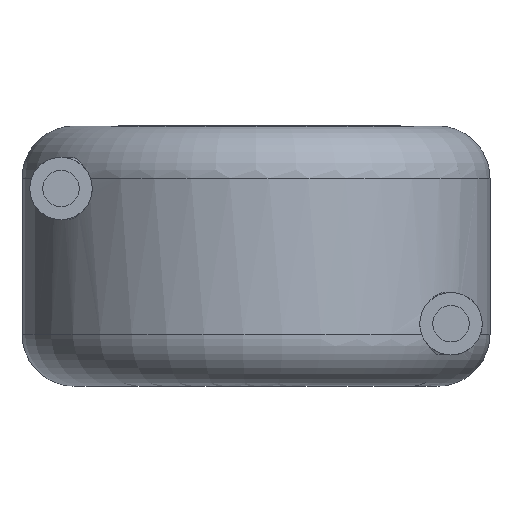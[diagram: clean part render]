
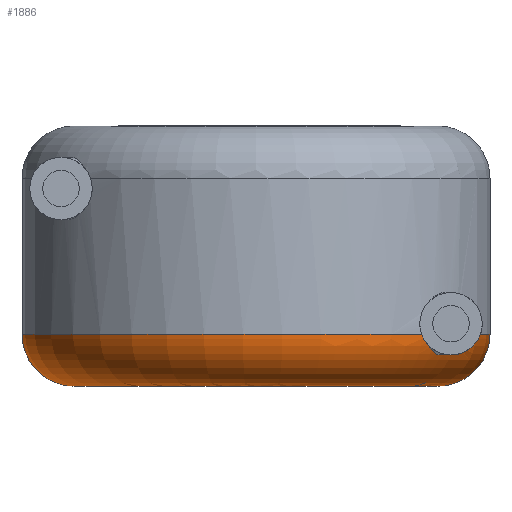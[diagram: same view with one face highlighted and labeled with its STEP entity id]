
A CAD part, front view. The second image highlights one B-rep face of the part: STEP entity #1886.
In plain terms, the highlighted toroidal (fillet/blend) face has major radius 3.5 mm and minor radius 1 mm.
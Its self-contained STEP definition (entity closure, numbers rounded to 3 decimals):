
#23 = CARTESIAN_POINT ( 'NONE',  ( 3.184, -3.18, 1. ) ) ;
#30 = EDGE_CURVE ( 'NONE', #3430, #1387, #2524, .T. ) ;
#60 = VERTEX_POINT ( 'NONE', #104 ) ;
#76 = AXIS2_PLACEMENT_3D ( 'NONE', #122, #1841, #1549 ) ;
#104 = CARTESIAN_POINT ( 'NONE',  ( -3.5, 0., 0. ) ) ;
#116 = AXIS2_PLACEMENT_3D ( 'NONE', #1648, #1951, #1671 ) ;
#122 = CARTESIAN_POINT ( 'NONE',  ( 3.5, 0., 1. ) ) ;
#199 = CARTESIAN_POINT ( 'NONE',  ( 3.563, -2.606, 0.592 ) ) ;
#450 = VERTEX_POINT ( 'NONE', #3481 ) ;
#468 = AXIS2_PLACEMENT_3D ( 'NONE', #2331, #698, #949 ) ;
#522 = CARTESIAN_POINT ( 'NONE',  ( 3.321, -3.001, 0.781 ) ) ;
#561 = DIRECTION ( 'NONE',  ( 1., 0., 0. ) ) ;
#580 = DIRECTION ( 'NONE',  ( 0., 0., -1. ) ) ;
#612 = VERTEX_POINT ( 'NONE', #3038 ) ;
#698 = DIRECTION ( 'NONE',  ( 0., 0., 1. ) ) ;
#806 = EDGE_CURVE ( 'NONE', #3068, #2531, #3593, .T. ) ;
#813 = CARTESIAN_POINT ( 'NONE',  ( 3.356, -2.937, 0.708 ) ) ;
#814 = ORIENTED_EDGE ( 'NONE', *, *, #30, .T. ) ;
#825 = CARTESIAN_POINT ( 'NONE',  ( -3.5, 0., 1. ) ) ;
#903 = DIRECTION ( 'NONE',  ( 0., 0., 1. ) ) ;
#949 = DIRECTION ( 'NONE',  ( 1., 0., 0. ) ) ;
#960 = CARTESIAN_POINT ( 'NONE',  ( 3.5, 0., 0. ) ) ;
#1087 = CARTESIAN_POINT ( 'NONE',  ( 3.692, -2.452, 0.635 ) ) ;
#1151 = ORIENTED_EDGE ( 'NONE', *, *, #2038, .F. ) ;
#1184 = CARTESIAN_POINT ( 'NONE',  ( 3.218, -3.146, 0.904 ) ) ;
#1274 = ORIENTED_EDGE ( 'NONE', *, *, #3556, .F. ) ;
#1287 = CIRCLE ( 'NONE', #2394, 4.5 ) ;
#1293 = DIRECTION ( 'NONE',  ( -1., 0., 0. ) ) ;
#1343 = CARTESIAN_POINT ( 'NONE',  ( 3.907, -2.234, 0.903 ) ) ;
#1354 = CIRCLE ( 'NONE', #1522, 3.5 ) ;
#1356 = AXIS2_PLACEMENT_3D ( 'NONE', #825, #3026, #1293 ) ;
#1387 = VERTEX_POINT ( 'NONE', #1494 ) ;
#1405 = CARTESIAN_POINT ( 'NONE',  ( 0., 0., 0. ) ) ;
#1494 = CARTESIAN_POINT ( 'NONE',  ( 4.5, 0., 1. ) ) ;
#1522 = AXIS2_PLACEMENT_3D ( 'NONE', #1405, #580, #2512 ) ;
#1527 = CIRCLE ( 'NONE', #1356, 1. ) ;
#1549 = DIRECTION ( 'NONE',  ( 0., 0., -1. ) ) ;
#1558 = ORIENTED_EDGE ( 'NONE', *, *, #806, .T. ) ;
#1648 = CARTESIAN_POINT ( 'NONE',  ( 0., 0., 1. ) ) ;
#1671 = DIRECTION ( 'NONE',  ( 1., 0., 0. ) ) ;
#1693 = CARTESIAN_POINT ( 'NONE',  ( 0., 0., 1. ) ) ;
#1805 = EDGE_CURVE ( 'NONE', #450, #2531, #1818, .T. ) ;
#1818 = CIRCLE ( 'NONE', #468, 4.5 ) ;
#1841 = DIRECTION ( 'NONE',  ( 0., -1., 0. ) ) ;
#1843 = ORIENTED_EDGE ( 'NONE', *, *, #3347, .F. ) ;
#1886 = ADVANCED_FACE ( 'NONE', ( #1999 ), #3623, .T. ) ;
#1951 = DIRECTION ( 'NONE',  ( 0., 0., 1. ) ) ;
#1985 = EDGE_LOOP ( 'NONE', ( #1274, #1843, #814, #1151, #3262, #1558, #2340 ) ) ;
#1999 = FACE_OUTER_BOUND ( 'NONE', #1985, .T. ) ;
#2038 = EDGE_CURVE ( 'NONE', #612, #1387, #1287, .T. ) ;
#2106 = CARTESIAN_POINT ( 'NONE',  ( 3.321, -3.001, 0.781 ) ) ;
#2331 = CARTESIAN_POINT ( 'NONE',  ( 0., 0., 1. ) ) ;
#2340 = ORIENTED_EDGE ( 'NONE', *, *, #1805, .F. ) ;
#2394 = AXIS2_PLACEMENT_3D ( 'NONE', #1693, #903, #561 ) ;
#2454 = CARTESIAN_POINT ( 'NONE',  ( 3.866, -2.276, 0.816 ) ) ;
#2512 = DIRECTION ( 'NONE',  ( 1., 0., 0. ) ) ;
#2524 = CIRCLE ( 'NONE', #76, 1. ) ;
#2527 = CARTESIAN_POINT ( 'NONE',  ( 3.321, -3.001, 0.781 ) ) ;
#2531 = VERTEX_POINT ( 'NONE', #3480 ) ;
#2706 = CARTESIAN_POINT ( 'NONE',  ( 3.924, -2.203, 1. ) ) ;
#2837 = CARTESIAN_POINT ( 'NONE',  ( 3.269, -3.076, 0.834 ) ) ;
#3026 = DIRECTION ( 'NONE',  ( 0., 1., 0. ) ) ;
#3038 = CARTESIAN_POINT ( 'NONE',  ( 3.924, -2.203, 1. ) ) ;
#3068 = VERTEX_POINT ( 'NONE', #2106 ) ;
#3262 = ORIENTED_EDGE ( 'NONE', *, *, #3577, .T. ) ;
#3335 = CARTESIAN_POINT ( 'NONE',  ( 3.502, -2.691, 0.597 ) ) ;
#3347 = EDGE_CURVE ( 'NONE', #3430, #60, #1354, .T. ) ;
#3430 = VERTEX_POINT ( 'NONE', #960 ) ;
#3478 = B_SPLINE_CURVE_WITH_KNOTS ( 'NONE', 3,
 ( #2706, #1343, #2454, #3582, #1087, #199, #3335, #3554, #813, #522 ),
 .UNSPECIFIED., .F., .F.,
 ( 4, 2, 2, 2, 4 ),
 ( 0., 0., 0.001, 0.001, 0.001 ),
 .UNSPECIFIED. ) ;
#3480 = CARTESIAN_POINT ( 'NONE',  ( 3.184, -3.18, 1. ) ) ;
#3481 = CARTESIAN_POINT ( 'NONE',  ( -4.5, 0., 1. ) ) ;
#3554 = CARTESIAN_POINT ( 'NONE',  ( 3.399, -2.857, 0.655 ) ) ;
#3556 = EDGE_CURVE ( 'NONE', #60, #450, #1527, .T. ) ;
#3577 = EDGE_CURVE ( 'NONE', #612, #3068, #3478, .T. ) ;
#3582 = CARTESIAN_POINT ( 'NONE',  ( 3.758, -2.385, 0.682 ) ) ;
#3593 = B_SPLINE_CURVE_WITH_KNOTS ( 'NONE', 3,
 ( #2527, #2837, #1184, #23 ),
 .UNSPECIFIED., .F., .F.,
 ( 4, 4 ),
 ( 0.001, 0.001 ),
 .UNSPECIFIED. ) ;
#3623 = TOROIDAL_SURFACE ( 'NONE', #116, 3.5, 1. ) ;
